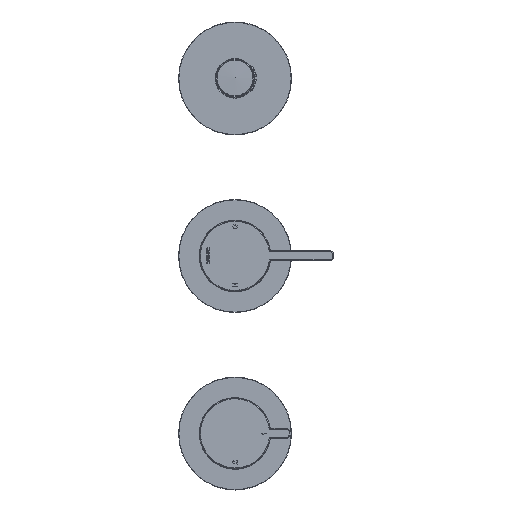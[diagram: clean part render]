
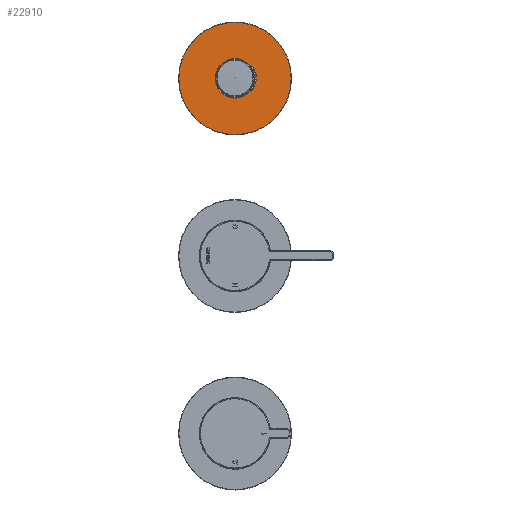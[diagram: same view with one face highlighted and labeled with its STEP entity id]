
A CAD part, top view. The second image highlights one B-rep face of the part: STEP entity #22910.
In plain terms, the highlighted planar face has unit normal (0, 0, 1).
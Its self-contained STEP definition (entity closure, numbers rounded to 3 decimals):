
#5844=ORIENTED_EDGE('',*,*,#10769,.T.);
#5845=ORIENTED_EDGE('',*,*,#10770,.T.);
#10769=EDGE_CURVE('',#13387,#13387,#15020,.T.);
#10770=EDGE_CURVE('',#13388,#13388,#15021,.F.);
#13387=VERTEX_POINT('',#34694);
#13388=VERTEX_POINT('',#34696);
#15020=CIRCLE('',#24486,34.8);
#15021=CIRCLE('',#24487,12.2);
#16214=EDGE_LOOP('',(#5844));
#16215=EDGE_LOOP('',(#5845));
#18058=FACE_BOUND('',#16214,.T.);
#18059=FACE_BOUND('',#16215,.T.);
#19506=PLANE('',#24485);
#22910=ADVANCED_FACE('',(#18058,#18059),#19506,.T.);
#24485=AXIS2_PLACEMENT_3D('',#34692,#27497,#27498);
#24486=AXIS2_PLACEMENT_3D('',#34693,#27499,#27500);
#24487=AXIS2_PLACEMENT_3D('',#34695,#27501,#27502);
#27497=DIRECTION('',(0.,0.,1.));
#27498=DIRECTION('',(1.,0.,0.));
#27499=DIRECTION('',(0.,0.,1.));
#27500=DIRECTION('',(1.,0.,0.));
#27501=DIRECTION('',(0.,0.,1.));
#27502=DIRECTION('',(1.,0.,0.));
#34692=CARTESIAN_POINT('',(-13.156,-13.156,12.));
#34693=CARTESIAN_POINT('',(0.,0.,12.));
#34694=CARTESIAN_POINT('',(34.8,0.,12.));
#34695=CARTESIAN_POINT('',(0.,0.,12.));
#34696=CARTESIAN_POINT('',(12.2,0.,12.));
